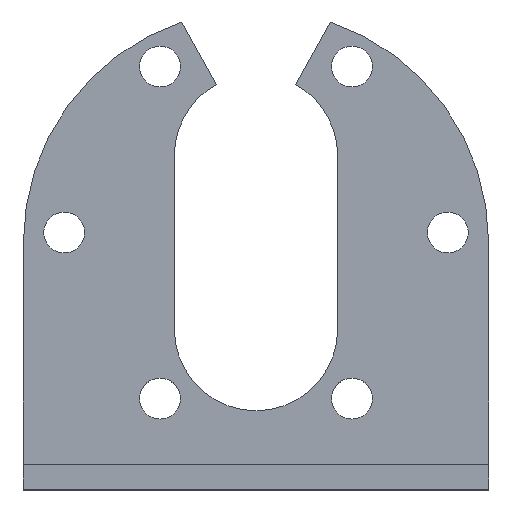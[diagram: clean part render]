
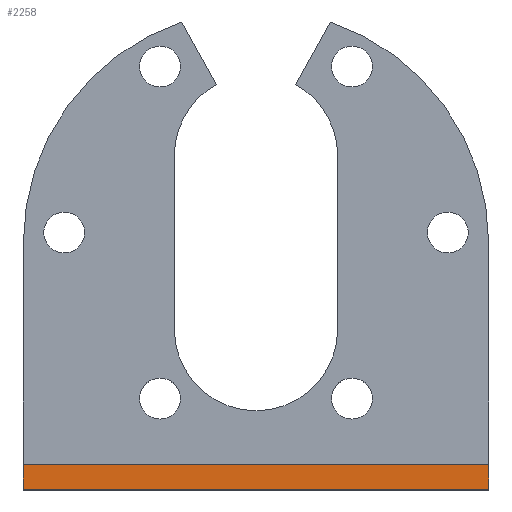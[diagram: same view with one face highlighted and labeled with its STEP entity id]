
A CAD part, top view. The second image highlights one B-rep face of the part: STEP entity #2258.
In plain terms, the highlighted planar face has unit normal (0, 0, 1).
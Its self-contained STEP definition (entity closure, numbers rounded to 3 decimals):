
#774 = PLANE('',#775);
#775 = AXIS2_PLACEMENT_3D('',#776,#777,#778);
#776 = CARTESIAN_POINT('',(37.6,2.,2.));
#777 = DIRECTION('',(0.,-1.,0.));
#778 = DIRECTION('',(-1.,0.,0.));
#1171 = PLANE('',#1172);
#1172 = AXIS2_PLACEMENT_3D('',#1173,#1174,#1175);
#1173 = CARTESIAN_POINT('',(0.,2.,2.));
#1174 = DIRECTION('',(1.,0.,0.));
#1175 = DIRECTION('',(0.,-1.,0.));
#1206 = PLANE('',#1207);
#1207 = AXIS2_PLACEMENT_3D('',#1208,#1209,#1210);
#1208 = CARTESIAN_POINT('',(0.,0.,2.));
#1209 = DIRECTION('',(0.,1.,0.));
#1210 = DIRECTION('',(1.,0.,0.));
#1258 = PLANE('',#1259);
#1259 = AXIS2_PLACEMENT_3D('',#1260,#1261,#1262);
#1260 = CARTESIAN_POINT('',(37.6,0.,2.));
#1261 = DIRECTION('',(-1.,0.,0.));
#1262 = DIRECTION('',(0.,1.,0.));
#1574 = VERTEX_POINT('',#1575);
#1575 = CARTESIAN_POINT('',(37.6,2.,30.8));
#1596 = EDGE_CURVE('',#1574,#1597,#1599,.T.);
#1597 = VERTEX_POINT('',#1598);
#1598 = CARTESIAN_POINT('',(0.,2.,30.8));
#1599 = SURFACE_CURVE('',#1600,(#1604,#1611),.PCURVE_S1.);
#1600 = LINE('',#1601,#1602);
#1601 = CARTESIAN_POINT('',(37.6,2.,30.8));
#1602 = VECTOR('',#1603,1.);
#1603 = DIRECTION('',(-1.,0.,0.));
#1604 = PCURVE('',#774,#1605);
#1605 = DEFINITIONAL_REPRESENTATION('',(#1606),#1610);
#1606 = LINE('',#1607,#1608);
#1607 = CARTESIAN_POINT('',(0.,-28.8));
#1608 = VECTOR('',#1609,1.);
#1609 = DIRECTION('',(1.,0.));
#1610 = ( GEOMETRIC_REPRESENTATION_CONTEXT(2) 
PARAMETRIC_REPRESENTATION_CONTEXT() REPRESENTATION_CONTEXT('2D SPACE',''
  ) );
#1611 = PCURVE('',#1612,#1617);
#1612 = PLANE('',#1613);
#1613 = AXIS2_PLACEMENT_3D('',#1614,#1615,#1616);
#1614 = CARTESIAN_POINT('',(18.8,1.,30.8));
#1615 = DIRECTION('',(0.,0.,1.));
#1616 = DIRECTION('',(1.,0.,0.));
#1617 = DEFINITIONAL_REPRESENTATION('',(#1618),#1622);
#1618 = LINE('',#1619,#1620);
#1619 = CARTESIAN_POINT('',(18.8,1.));
#1620 = VECTOR('',#1621,1.);
#1621 = DIRECTION('',(-1.,0.));
#1622 = ( GEOMETRIC_REPRESENTATION_CONTEXT(2) 
PARAMETRIC_REPRESENTATION_CONTEXT() REPRESENTATION_CONTEXT('2D SPACE',''
  ) );
#1930 = EDGE_CURVE('',#1597,#1931,#1933,.T.);
#1931 = VERTEX_POINT('',#1932);
#1932 = CARTESIAN_POINT('',(0.,0.,30.8));
#1933 = SURFACE_CURVE('',#1934,(#1938,#1945),.PCURVE_S1.);
#1934 = LINE('',#1935,#1936);
#1935 = CARTESIAN_POINT('',(0.,2.,30.8));
#1936 = VECTOR('',#1937,1.);
#1937 = DIRECTION('',(0.,-1.,0.));
#1938 = PCURVE('',#1171,#1939);
#1939 = DEFINITIONAL_REPRESENTATION('',(#1940),#1944);
#1940 = LINE('',#1941,#1942);
#1941 = CARTESIAN_POINT('',(0.,-28.8));
#1942 = VECTOR('',#1943,1.);
#1943 = DIRECTION('',(1.,0.));
#1944 = ( GEOMETRIC_REPRESENTATION_CONTEXT(2) 
PARAMETRIC_REPRESENTATION_CONTEXT() REPRESENTATION_CONTEXT('2D SPACE',''
  ) );
#1945 = PCURVE('',#1612,#1946);
#1946 = DEFINITIONAL_REPRESENTATION('',(#1947),#1951);
#1947 = LINE('',#1948,#1949);
#1948 = CARTESIAN_POINT('',(-18.8,1.));
#1949 = VECTOR('',#1950,1.);
#1950 = DIRECTION('',(0.,-1.));
#1951 = ( GEOMETRIC_REPRESENTATION_CONTEXT(2) 
PARAMETRIC_REPRESENTATION_CONTEXT() REPRESENTATION_CONTEXT('2D SPACE',''
  ) );
#1979 = EDGE_CURVE('',#1931,#1980,#1982,.T.);
#1980 = VERTEX_POINT('',#1981);
#1981 = CARTESIAN_POINT('',(37.6,0.,30.8));
#1982 = SURFACE_CURVE('',#1983,(#1987,#1994),.PCURVE_S1.);
#1983 = LINE('',#1984,#1985);
#1984 = CARTESIAN_POINT('',(0.,0.,30.8));
#1985 = VECTOR('',#1986,1.);
#1986 = DIRECTION('',(1.,0.,0.));
#1987 = PCURVE('',#1206,#1988);
#1988 = DEFINITIONAL_REPRESENTATION('',(#1989),#1993);
#1989 = LINE('',#1990,#1991);
#1990 = CARTESIAN_POINT('',(0.,-28.8));
#1991 = VECTOR('',#1992,1.);
#1992 = DIRECTION('',(1.,0.));
#1993 = ( GEOMETRIC_REPRESENTATION_CONTEXT(2) 
PARAMETRIC_REPRESENTATION_CONTEXT() REPRESENTATION_CONTEXT('2D SPACE',''
  ) );
#1994 = PCURVE('',#1612,#1995);
#1995 = DEFINITIONAL_REPRESENTATION('',(#1996),#2000);
#1996 = LINE('',#1997,#1998);
#1997 = CARTESIAN_POINT('',(-18.8,-1.));
#1998 = VECTOR('',#1999,1.);
#1999 = DIRECTION('',(1.,0.));
#2000 = ( GEOMETRIC_REPRESENTATION_CONTEXT(2) 
PARAMETRIC_REPRESENTATION_CONTEXT() REPRESENTATION_CONTEXT('2D SPACE',''
  ) );
#2236 = EDGE_CURVE('',#1980,#1574,#2237,.T.);
#2237 = SURFACE_CURVE('',#2238,(#2242,#2249),.PCURVE_S1.);
#2238 = LINE('',#2239,#2240);
#2239 = CARTESIAN_POINT('',(37.6,0.,30.8));
#2240 = VECTOR('',#2241,1.);
#2241 = DIRECTION('',(0.,1.,0.));
#2242 = PCURVE('',#1258,#2243);
#2243 = DEFINITIONAL_REPRESENTATION('',(#2244),#2248);
#2244 = LINE('',#2245,#2246);
#2245 = CARTESIAN_POINT('',(0.,-28.8));
#2246 = VECTOR('',#2247,1.);
#2247 = DIRECTION('',(1.,0.));
#2248 = ( GEOMETRIC_REPRESENTATION_CONTEXT(2) 
PARAMETRIC_REPRESENTATION_CONTEXT() REPRESENTATION_CONTEXT('2D SPACE',''
  ) );
#2249 = PCURVE('',#1612,#2250);
#2250 = DEFINITIONAL_REPRESENTATION('',(#2251),#2255);
#2251 = LINE('',#2252,#2253);
#2252 = CARTESIAN_POINT('',(18.8,-1.));
#2253 = VECTOR('',#2254,1.);
#2254 = DIRECTION('',(0.,1.));
#2255 = ( GEOMETRIC_REPRESENTATION_CONTEXT(2) 
PARAMETRIC_REPRESENTATION_CONTEXT() REPRESENTATION_CONTEXT('2D SPACE',''
  ) );
#2258 = ADVANCED_FACE('',(#2259),#1612,.T.);
#2259 = FACE_BOUND('',#2260,.T.);
#2260 = EDGE_LOOP('',(#2261,#2262,#2263,#2264));
#2261 = ORIENTED_EDGE('',*,*,#1979,.T.);
#2262 = ORIENTED_EDGE('',*,*,#2236,.T.);
#2263 = ORIENTED_EDGE('',*,*,#1596,.T.);
#2264 = ORIENTED_EDGE('',*,*,#1930,.T.);
